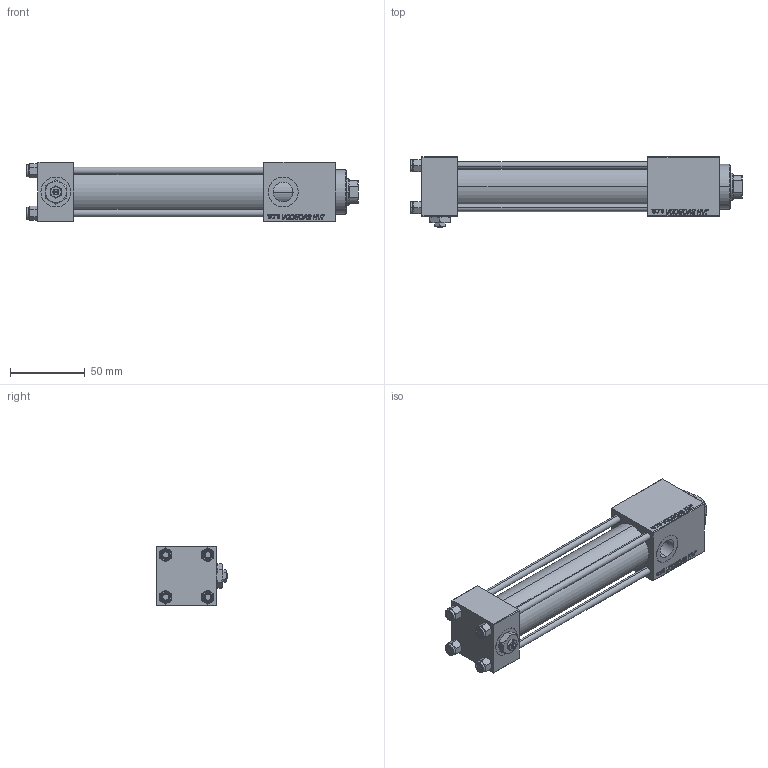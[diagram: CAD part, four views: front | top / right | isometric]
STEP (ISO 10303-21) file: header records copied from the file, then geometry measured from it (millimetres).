
FILE_DESCRIPTION (( 'STEP AP203' ), '1' );
FILE_NAME ('be51.STEP', '2022-04-14T12:14:01', ( '' ), ( '' ), 'SwSTEP 2.0', 'SolidWorks 2019', '' );
FILE_SCHEMA (( 'CONFIG_CONTROL_DESIGN' ));
Length unit declared in the file: millimetre
Products named in the file (7): V215CR_VCP_C 282e51529f5fd32a7470049a82cae100; Zatka_pro_OIL_PORT 282e51529f5fd32a7470049a82cae100; V215_VC_A 282e51529f5fd32a7470049a82cae100; be51; V215CR_C_TYCINKA 282e51529f5fd32a7470049a82cae100; NUT_M5_C 282e51529f5fd32a7470049a82cae100; V215CR_C_Body 282e51529f5fd32a7470049a82cae100
Assembly tree (12 placements, depth 2):
  be51
    V215CR_C_Body 282e51529f5fd32a7470049a82cae100
    V215CR_VCP_C 282e51529f5fd32a7470049a82cae100
    NUT_M5_C 282e51529f5fd32a7470049a82cae100  x4
    V215CR_C_TYCINKA 282e51529f5fd32a7470049a82cae100  x4
    V215_VC_A 282e51529f5fd32a7470049a82cae100
    Zatka_pro_OIL_PORT 282e51529f5fd32a7470049a82cae100
Bounding box: 222 x 47 x 40 mm (x, y, z)
Volume: 196475.2 mm3; surface area: 81619.4 mm2
Topology: 12 solids, 12 shells, 1203 faces, 2998 edges, 1935 vertices
Faces by surface type: plane 549, bspline 392, cone 158, cylinder 96, torus 8
Entity records: 51929 total; most frequent: CARTESIAN_POINT 27566, ORIENTED_EDGE 5488, DIRECTION 3530, EDGE_CURVE 2744, VERTEX_POINT 1791, LINE 1636, VECTOR 1636, EDGE_LOOP 1213
